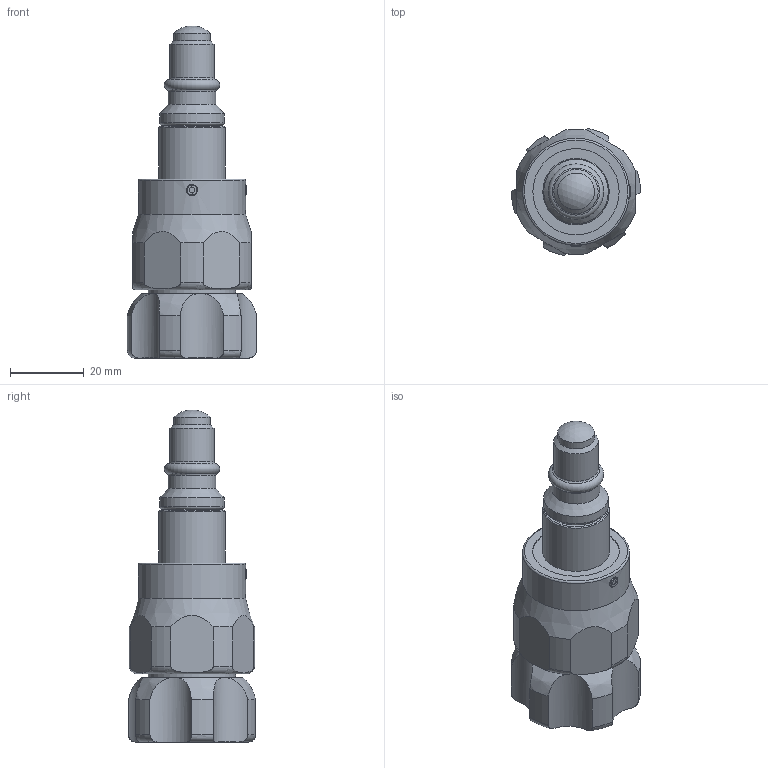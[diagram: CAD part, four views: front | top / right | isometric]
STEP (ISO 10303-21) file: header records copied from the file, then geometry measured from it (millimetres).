
FILE_DESCRIPTION((''),'2;1');
FILE_NAME('600041E.stp','2008-08-05T09:38:25',('mbm'),(''),'Autodesk Inventor 2008','Autodesk Inventor 2008','');
FILE_SCHEMA(('AUTOMOTIVE_DESIGN { 1 0 10303 214 1 1 1 1 }'));
Length unit declared in the file: millimetre
Products named in the file (1): Part8
Bounding box: 35 x 34.41 x 89.96 mm (x, y, z)
Volume: 43353.4 mm3; surface area: 9903.8 mm2
Topology: 1 solids, 3 shells, 163 faces, 394 edges, 257 vertices
Faces by surface type: plane 57, bspline 43, cylinder 40, torus 12, cone 10, sphere 1
Full cylindrical faces by diameter (mm): 3 x3, 3.05 x1, 6.05 x1, 10 x1, 11.2 x1, 12 x1, 12.9 x1, 17.5 x1, 18 x1, 18.6 x1, 20 x1, 20.6 x1, 23.4 x1, 23.6 x1, 29 x1
Entity records: 6469 total; most frequent: CARTESIAN_POINT 2975, ORIENTED_EDGE 684, DIRECTION 571, EDGE_CURVE 342, VERTEX_POINT 242, AXIS2_PLACEMENT_3D 221, EDGE_LOOP 220, FACE_OUTER_BOUND 161
